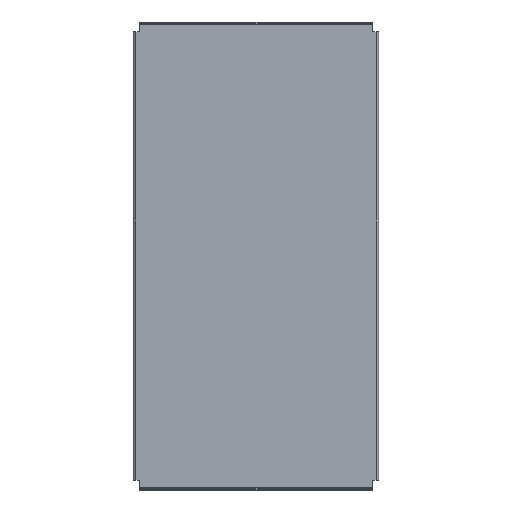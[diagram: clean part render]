
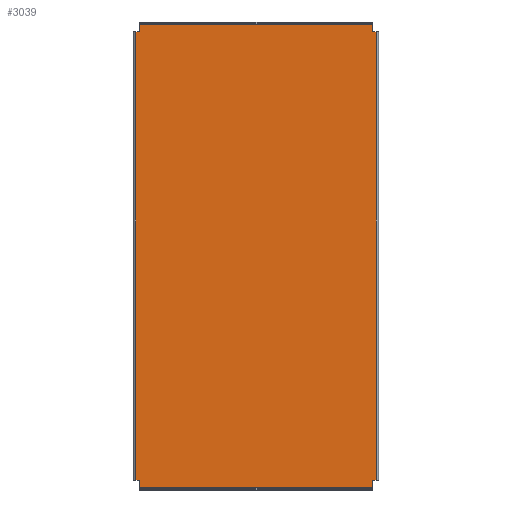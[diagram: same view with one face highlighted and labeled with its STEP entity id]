
A CAD part, top view. The second image highlights one B-rep face of the part: STEP entity #3039.
In plain terms, the highlighted planar face has unit normal (0, 0, 1).
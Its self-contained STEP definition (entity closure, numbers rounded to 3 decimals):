
#108 = LINE ( 'NONE', #2469, #123 ) ;
#118 = LINE ( 'NONE', #2437, #121 ) ;
#121 = VECTOR ( 'NONE', #2435, 1000. ) ;
#122 = LINE ( 'NONE', #2433, #125 ) ;
#123 = VECTOR ( 'NONE', #2434, 1000. ) ;
#124 = LINE ( 'NONE', #2430, #127 ) ;
#125 = VECTOR ( 'NONE', #2431, 1000. ) ;
#126 = LINE ( 'NONE', #2428, #129 ) ;
#127 = VECTOR ( 'NONE', #2429, 1000. ) ;
#128 = LINE ( 'NONE', #2424, #131 ) ;
#129 = VECTOR ( 'NONE', #2425, 1000. ) ;
#130 = LINE ( 'NONE', #2422, #133 ) ;
#131 = VECTOR ( 'NONE', #2423, 1000. ) ;
#132 = LINE ( 'NONE', #2419, #135 ) ;
#133 = VECTOR ( 'NONE', #2420, 1000. ) ;
#134 = LINE ( 'NONE', #2417, #137 ) ;
#135 = VECTOR ( 'NONE', #2418, 1000. ) ;
#136 = LINE ( 'NONE', #2413, #139 ) ;
#137 = VECTOR ( 'NONE', #2414, 1000. ) ;
#138 = LINE ( 'NONE', #2409, #141 ) ;
#139 = VECTOR ( 'NONE', #2410, 1000. ) ;
#140 = LINE ( 'NONE', #2407, #143 ) ;
#141 = VECTOR ( 'NONE', #2408, 1000. ) ;
#143 = VECTOR ( 'NONE', #2405, 1000. ) ;
#318 = FACE_OUTER_BOUND ( 'NONE', #1991, .T. ) ;
#398 = CARTESIAN_POINT ( 'NONE',  ( 146., 272.5, 2. ) ) ;
#402 = CARTESIAN_POINT ( 'NONE',  ( 142., 272.5, 2. ) ) ;
#409 = CARTESIAN_POINT ( 'NONE',  ( 142., 281.5, 2. ) ) ;
#437 = CARTESIAN_POINT ( 'NONE',  ( -142., 272.5, 2. ) ) ;
#467 = CARTESIAN_POINT ( 'NONE',  ( -146., 272.5, 2. ) ) ;
#474 = CARTESIAN_POINT ( 'NONE',  ( 146., -272.5, 2. ) ) ;
#481 = CARTESIAN_POINT ( 'NONE',  ( -146., -272.5, 2. ) ) ;
#488 = CARTESIAN_POINT ( 'NONE',  ( -142., -272.5, 2. ) ) ;
#495 = CARTESIAN_POINT ( 'NONE',  ( -142., -281.5, 2. ) ) ;
#509 = CARTESIAN_POINT ( 'NONE',  ( 142., -272.5, 2. ) ) ;
#516 = CARTESIAN_POINT ( 'NONE',  ( -142., 281.5, 2. ) ) ;
#523 = CARTESIAN_POINT ( 'NONE',  ( 142., -281.5, 2. ) ) ;
#828 = CARTESIAN_POINT ( 'NONE',  ( -142., -282.5, 2. ) ) ;
#830 = PLANE ( 'NONE',  #2921 ) ;
#833 = DIRECTION ( 'NONE',  ( 0., 0., 1. ) ) ;
#834 = DIRECTION ( 'NONE',  ( 1., 0., 0. ) ) ;
#1146 = EDGE_CURVE ( 'NONE', #2212, #2312, #118, .T. ) ;
#1147 = EDGE_CURVE ( 'NONE', #2212, #1640, #108, .T. ) ;
#1148 = EDGE_CURVE ( 'NONE', #1602, #1640, #122, .T. ) ;
#1149 = EDGE_CURVE ( 'NONE', #1564, #1602, #124, .T. ) ;
#1150 = EDGE_CURVE ( 'NONE', #1984, #1564, #126, .T. ) ;
#1151 = EDGE_CURVE ( 'NONE', #1984, #2174, #128, .T. ) ;
#1152 = EDGE_CURVE ( 'NONE', #2250, #2174, #130, .T. ) ;
#1153 = EDGE_CURVE ( 'NONE', #2250, #2098, #132, .T. ) ;
#1154 = EDGE_CURVE ( 'NONE', #2060, #2098, #134, .T. ) ;
#1155 = EDGE_CURVE ( 'NONE', #2022, #2060, #136, .T. ) ;
#1156 = EDGE_CURVE ( 'NONE', #1946, #2022, #138, .T. ) ;
#1157 = EDGE_CURVE ( 'NONE', #1946, #2312, #140, .T. ) ;
#1536 = ORIENTED_EDGE ( 'NONE', *, *, #1147, .F. ) ;
#1564 = VERTEX_POINT ( 'NONE', #398 ) ;
#1574 = ORIENTED_EDGE ( 'NONE', *, *, #1155, .T. ) ;
#1602 = VERTEX_POINT ( 'NONE', #402 ) ;
#1612 = ORIENTED_EDGE ( 'NONE', *, *, #1154, .T. ) ;
#1640 = VERTEX_POINT ( 'NONE', #409 ) ;
#1650 = ORIENTED_EDGE ( 'NONE', *, *, #1153, .F. ) ;
#1689 = ORIENTED_EDGE ( 'NONE', *, *, #1152, .T. ) ;
#1728 = ORIENTED_EDGE ( 'NONE', *, *, #1151, .F. ) ;
#1766 = ORIENTED_EDGE ( 'NONE', *, *, #1150, .T. ) ;
#1805 = ORIENTED_EDGE ( 'NONE', *, *, #1149, .T. ) ;
#1843 = ORIENTED_EDGE ( 'NONE', *, *, #1148, .T. ) ;
#1881 = ORIENTED_EDGE ( 'NONE', *, *, #1146, .T. ) ;
#1946 = VERTEX_POINT ( 'NONE', #467 ) ;
#1984 = VERTEX_POINT ( 'NONE', #474 ) ;
#1991 = EDGE_LOOP ( 'NONE', ( #2184, #2222, #1574, #1612, #1650, #1689, #1728, #1766, #1805, #1843, #1536, #1881 ) ) ;
#2022 = VERTEX_POINT ( 'NONE', #481 ) ;
#2060 = VERTEX_POINT ( 'NONE', #488 ) ;
#2098 = VERTEX_POINT ( 'NONE', #495 ) ;
#2174 = VERTEX_POINT ( 'NONE', #509 ) ;
#2184 = ORIENTED_EDGE ( 'NONE', *, *, #1157, .F. ) ;
#2212 = VERTEX_POINT ( 'NONE', #516 ) ;
#2222 = ORIENTED_EDGE ( 'NONE', *, *, #1156, .T. ) ;
#2250 = VERTEX_POINT ( 'NONE', #523 ) ;
#2312 = VERTEX_POINT ( 'NONE', #437 ) ;
#2405 = DIRECTION ( 'NONE',  ( 1., 0., 0. ) ) ;
#2407 = CARTESIAN_POINT ( 'NONE',  ( -147., 272.5, 2. ) ) ;
#2408 = DIRECTION ( 'NONE',  ( 0., -1., 0. ) ) ;
#2409 = CARTESIAN_POINT ( 'NONE',  ( -146., 272.5, 2. ) ) ;
#2410 = DIRECTION ( 'NONE',  ( 1., 0., 0. ) ) ;
#2413 = CARTESIAN_POINT ( 'NONE',  ( -147., -272.5, 2. ) ) ;
#2414 = DIRECTION ( 'NONE',  ( 0., -1., 0. ) ) ;
#2417 = CARTESIAN_POINT ( 'NONE',  ( -142., 282.5, 2. ) ) ;
#2418 = DIRECTION ( 'NONE',  ( -1., 0., 0. ) ) ;
#2419 = CARTESIAN_POINT ( 'NONE',  ( 142., -281.5, 2. ) ) ;
#2420 = DIRECTION ( 'NONE',  ( 0., 1., 0. ) ) ;
#2422 = CARTESIAN_POINT ( 'NONE',  ( 142., 282.5, 2. ) ) ;
#2423 = DIRECTION ( 'NONE',  ( -1., 0., 0. ) ) ;
#2424 = CARTESIAN_POINT ( 'NONE',  ( 147., -272.5, 2. ) ) ;
#2425 = DIRECTION ( 'NONE',  ( 0., 1., 0. ) ) ;
#2428 = CARTESIAN_POINT ( 'NONE',  ( 146., -272.5, 2. ) ) ;
#2429 = DIRECTION ( 'NONE',  ( -1., 0., 0. ) ) ;
#2430 = CARTESIAN_POINT ( 'NONE',  ( 147., 272.5, 2. ) ) ;
#2431 = DIRECTION ( 'NONE',  ( 0., 1., 0. ) ) ;
#2433 = CARTESIAN_POINT ( 'NONE',  ( 142., 282.5, 2. ) ) ;
#2434 = DIRECTION ( 'NONE',  ( 1., 0., 0. ) ) ;
#2435 = DIRECTION ( 'NONE',  ( 0., -1., 0. ) ) ;
#2437 = CARTESIAN_POINT ( 'NONE',  ( -142., 282.5, 2. ) ) ;
#2469 = CARTESIAN_POINT ( 'NONE',  ( -142., 281.5, 2. ) ) ;
#2921 = AXIS2_PLACEMENT_3D ( 'NONE', #828, #833, #834 ) ;
#3039 = ADVANCED_FACE ( 'NONE', ( #318 ), #830, .T. ) ;
